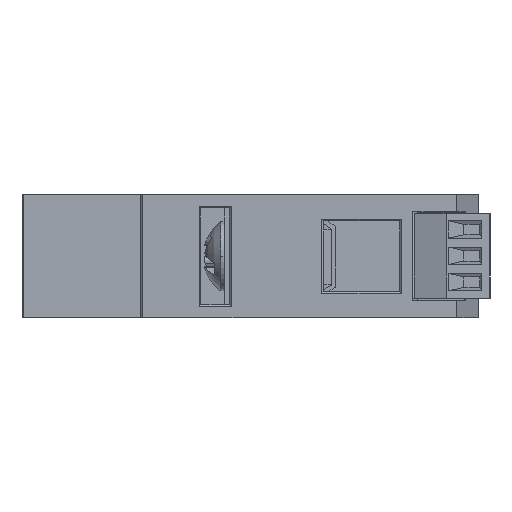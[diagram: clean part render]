
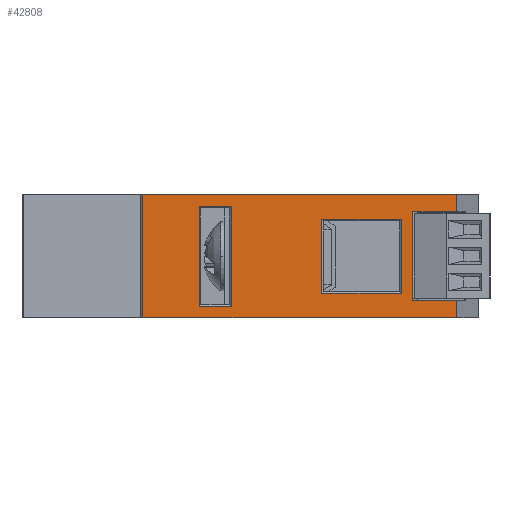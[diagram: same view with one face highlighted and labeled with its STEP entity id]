
A CAD part, left-side view. The second image highlights one B-rep face of the part: STEP entity #42808.
In plain terms, the highlighted planar face has unit normal (-1, 0, 0).
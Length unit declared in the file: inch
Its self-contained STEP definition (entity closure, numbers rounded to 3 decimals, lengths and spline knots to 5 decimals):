
#987 = LINE ( 'NONE', #13240, #16648 ) ;
#1971 = EDGE_CURVE ( 'NONE', #10969, #28796, #30706, .T. ) ;
#2678 = CARTESIAN_POINT ( 'NONE',  ( -1.76825, 0.961, 0.2115 ) ) ;
#2958 = VECTOR ( 'NONE', #41317, 39.37008 ) ;
#2971 = ORIENTED_EDGE ( 'NONE', *, *, #11545, .F. ) ;
#3539 = VERTEX_POINT ( 'NONE', #49462 ) ;
#3726 = ORIENTED_EDGE ( 'NONE', *, *, #25463, .T. ) ;
#3776 = CARTESIAN_POINT ( 'NONE',  ( -1.76825, -0.586, -0.25225 ) ) ;
#4052 = CARTESIAN_POINT ( 'NONE',  ( -1.76825, -0.836, -0.35075 ) ) ;
#4179 = EDGE_CURVE ( 'NONE', #12556, #5908, #21077, .T. ) ;
#4401 = DIRECTION ( 'NONE',  ( 0., 1., 0. ) ) ;
#5038 = DIRECTION ( 'NONE',  ( 0., -1., 0. ) ) ;
#5908 = VERTEX_POINT ( 'NONE', #15464 ) ;
#5912 = DIRECTION ( 'NONE',  ( 0., 0., 1. ) ) ;
#6547 = VERTEX_POINT ( 'NONE', #40819 ) ;
#6620 = VECTOR ( 'NONE', #5038, 39.37008 ) ;
#6660 = VERTEX_POINT ( 'NONE', #22923 ) ;
#7144 = CARTESIAN_POINT ( 'NONE',  ( -1.76825, -0.068, -0.2115 ) ) ;
#7263 = CARTESIAN_POINT ( 'NONE',  ( -1.76825, 0.951, 0.35075 ) ) ;
#7490 = DIRECTION ( 'NONE',  ( 0., 0., -1. ) ) ;
#7561 = LINE ( 'NONE', #2678, #28057 ) ;
#7887 = CARTESIAN_POINT ( 'NONE',  ( -1.76825, -0.836, -0.35075 ) ) ;
#8204 = ORIENTED_EDGE ( 'NONE', *, *, #36661, .T. ) ;
#9349 = ORIENTED_EDGE ( 'NONE', *, *, #45112, .T. ) ;
#9387 = DIRECTION ( 'NONE',  ( 0., 0., -1. ) ) ;
#10969 = VERTEX_POINT ( 'NONE', #30238 ) ;
#11114 = VERTEX_POINT ( 'NONE', #20789 ) ;
#11545 = EDGE_CURVE ( 'NONE', #44565, #3539, #30064, .T. ) ;
#11672 = DIRECTION ( 'NONE',  ( 0., 0., 1. ) ) ;
#12421 = FACE_BOUND ( 'NONE', #33179, .T. ) ;
#12556 = VERTEX_POINT ( 'NONE', #41574 ) ;
#12576 = CARTESIAN_POINT ( 'NONE',  ( -1.76825, 0.961, 0.35075 ) ) ;
#12701 = EDGE_CURVE ( 'NONE', #5908, #23280, #29132, .T. ) ;
#12941 = EDGE_LOOP ( 'NONE', ( #40045, #47487, #2971, #36413, #35018, #34593, #8204, #37602 ) ) ;
#13240 = CARTESIAN_POINT ( 'NONE',  ( -1.76825, 0.961, -0.28525 ) ) ;
#13481 = DIRECTION ( 'NONE',  ( 0., -1., 0. ) ) ;
#13746 = DIRECTION ( 'NONE',  ( 0., 1., 0. ) ) ;
#14593 = LINE ( 'NONE', #41768, #21831 ) ;
#14953 = VECTOR ( 'NONE', #5912, 39.37008 ) ;
#15325 = EDGE_CURVE ( 'NONE', #6547, #11114, #44634, .T. ) ;
#15464 = CARTESIAN_POINT ( 'NONE',  ( -1.76825, 0.4475, 0.28525 ) ) ;
#16648 = VECTOR ( 'NONE', #25208, 39.37008 ) ;
#17769 = EDGE_CURVE ( 'NONE', #41936, #11114, #40965, .T. ) ;
#18070 = LINE ( 'NONE', #32533, #30696 ) ;
#18091 = VECTOR ( 'NONE', #24781, 39.37008 ) ;
#19832 = ORIENTED_EDGE ( 'NONE', *, *, #4179, .T. ) ;
#19881 = CARTESIAN_POINT ( 'NONE',  ( -1.76825, -0.836, 0.35075 ) ) ;
#20492 = VECTOR ( 'NONE', #42447, 39.37008 ) ;
#20789 = CARTESIAN_POINT ( 'NONE',  ( -1.76825, -0.836, -0.25225 ) ) ;
#21077 = LINE ( 'NONE', #49009, #20492 ) ;
#21818 = ORIENTED_EDGE ( 'NONE', *, *, #25047, .T. ) ;
#21831 = VECTOR ( 'NONE', #37857, 39.37008 ) ;
#22041 = CARTESIAN_POINT ( 'NONE',  ( -1.76825, 0.4475, -0.28525 ) ) ;
#22145 = CARTESIAN_POINT ( 'NONE',  ( -1.76825, 0.961, -0.2115 ) ) ;
#22476 = LINE ( 'NONE', #46548, #48370 ) ;
#22568 = EDGE_CURVE ( 'NONE', #10969, #6660, #23631, .T. ) ;
#22656 = FACE_BOUND ( 'NONE', #26360, .T. ) ;
#22743 = DIRECTION ( 'NONE',  ( 0., 0., -1. ) ) ;
#22805 = LINE ( 'NONE', #29094, #14953 ) ;
#22923 = CARTESIAN_POINT ( 'NONE',  ( -1.76825, 0.951, -0.35075 ) ) ;
#23280 = VERTEX_POINT ( 'NONE', #22041 ) ;
#23619 = PLANE ( 'NONE',  #49105 ) ;
#23631 = LINE ( 'NONE', #7263, #48887 ) ;
#23800 = CARTESIAN_POINT ( 'NONE',  ( -1.76825, -0.586, -0.25225 ) ) ;
#23897 = ORIENTED_EDGE ( 'NONE', *, *, #44978, .T. ) ;
#24781 = DIRECTION ( 'NONE',  ( 0., 0., 1. ) ) ;
#24799 = VECTOR ( 'NONE', #13481, 39.37008 ) ;
#25047 = EDGE_CURVE ( 'NONE', #40401, #37992, #7561, .T. ) ;
#25208 = DIRECTION ( 'NONE',  ( 0., 1., 0. ) ) ;
#25463 = EDGE_CURVE ( 'NONE', #43550, #44342, #42361, .T. ) ;
#26023 = EDGE_CURVE ( 'NONE', #31634, #12556, #14593, .T. ) ;
#26360 = EDGE_LOOP ( 'NONE', ( #45906, #45030, #19832, #42963 ) ) ;
#26663 = LINE ( 'NONE', #3776, #33981 ) ;
#27465 = DIRECTION ( 'NONE',  ( 1., 0., 0. ) ) ;
#27677 = VECTOR ( 'NONE', #11672, 39.37008 ) ;
#28057 = VECTOR ( 'NONE', #41032, 39.37008 ) ;
#28589 = CARTESIAN_POINT ( 'NONE',  ( -1.76825, -0.5205, -0.2115 ) ) ;
#28796 = VERTEX_POINT ( 'NONE', #19881 ) ;
#29094 = CARTESIAN_POINT ( 'NONE',  ( -1.76825, -0.068, 0.35075 ) ) ;
#29132 = LINE ( 'NONE', #32970, #48402 ) ;
#30064 = LINE ( 'NONE', #49414, #2958 ) ;
#30238 = CARTESIAN_POINT ( 'NONE',  ( -1.76825, 0.951, 0.35075 ) ) ;
#30682 = LINE ( 'NONE', #7887, #27677 ) ;
#30696 = VECTOR ( 'NONE', #36360, 39.37008 ) ;
#30706 = LINE ( 'NONE', #12576, #6620 ) ;
#31614 = EDGE_CURVE ( 'NONE', #3539, #6547, #26663, .T. ) ;
#31634 = VERTEX_POINT ( 'NONE', #38237 ) ;
#32533 = CARTESIAN_POINT ( 'NONE',  ( -1.76825, -0.5205, 0.35075 ) ) ;
#32970 = CARTESIAN_POINT ( 'NONE',  ( -1.76825, 0.4475, 0.35075 ) ) ;
#33179 = EDGE_LOOP ( 'NONE', ( #23897, #3726, #9349, #21818 ) ) ;
#33981 = VECTOR ( 'NONE', #7490, 39.37008 ) ;
#34593 = ORIENTED_EDGE ( 'NONE', *, *, #22568, .T. ) ;
#34614 = CARTESIAN_POINT ( 'NONE',  ( -1.76825, -0.5205, 0.2115 ) ) ;
#34654 = CARTESIAN_POINT ( 'NONE',  ( -1.76825, -0.068, 0.2115 ) ) ;
#35018 = ORIENTED_EDGE ( 'NONE', *, *, #1971, .F. ) ;
#35810 = VECTOR ( 'NONE', #13746, 39.37008 ) ;
#36360 = DIRECTION ( 'NONE',  ( 0., 0., -1. ) ) ;
#36413 = ORIENTED_EDGE ( 'NONE', *, *, #37450, .T. ) ;
#36661 = EDGE_CURVE ( 'NONE', #6660, #41936, #22476, .T. ) ;
#37450 = EDGE_CURVE ( 'NONE', #44565, #28796, #30682, .T. ) ;
#37602 = ORIENTED_EDGE ( 'NONE', *, *, #17769, .T. ) ;
#37857 = DIRECTION ( 'NONE',  ( 0., 0., 1. ) ) ;
#37992 = VERTEX_POINT ( 'NONE', #34614 ) ;
#38237 = CARTESIAN_POINT ( 'NONE',  ( -1.76825, 0.6305, -0.28525 ) ) ;
#38265 = FACE_OUTER_BOUND ( 'NONE', #12941, .T. ) ;
#40045 = ORIENTED_EDGE ( 'NONE', *, *, #15325, .F. ) ;
#40401 = VERTEX_POINT ( 'NONE', #34654 ) ;
#40423 = CARTESIAN_POINT ( 'NONE',  ( -1.76825, -0.836, 0.25275 ) ) ;
#40819 = CARTESIAN_POINT ( 'NONE',  ( -1.76825, -0.586, -0.25225 ) ) ;
#40965 = LINE ( 'NONE', #44232, #18091 ) ;
#41032 = DIRECTION ( 'NONE',  ( 0., -1., 0. ) ) ;
#41317 = DIRECTION ( 'NONE',  ( 0., 1., 0. ) ) ;
#41574 = CARTESIAN_POINT ( 'NONE',  ( -1.76825, 0.6305, 0.28525 ) ) ;
#41768 = CARTESIAN_POINT ( 'NONE',  ( -1.76825, 0.6305, 0.35075 ) ) ;
#41936 = VERTEX_POINT ( 'NONE', #4052 ) ;
#42361 = LINE ( 'NONE', #22145, #35810 ) ;
#42447 = DIRECTION ( 'NONE',  ( 0., -1., 0. ) ) ;
#42808 = ADVANCED_FACE ( 'NONE', ( #38265, #22656, #12421 ), #23619, .F. ) ;
#42839 = DIRECTION ( 'NONE',  ( 0., -1., 0. ) ) ;
#42963 = ORIENTED_EDGE ( 'NONE', *, *, #12701, .T. ) ;
#43550 = VERTEX_POINT ( 'NONE', #28589 ) ;
#44232 = CARTESIAN_POINT ( 'NONE',  ( -1.76825, -0.836, -0.35075 ) ) ;
#44342 = VERTEX_POINT ( 'NONE', #7144 ) ;
#44565 = VERTEX_POINT ( 'NONE', #40423 ) ;
#44634 = LINE ( 'NONE', #23800, #24799 ) ;
#44978 = EDGE_CURVE ( 'NONE', #37992, #43550, #18070, .T. ) ;
#45030 = ORIENTED_EDGE ( 'NONE', *, *, #26023, .T. ) ;
#45112 = EDGE_CURVE ( 'NONE', #44342, #40401, #22805, .T. ) ;
#45906 = ORIENTED_EDGE ( 'NONE', *, *, #46204, .T. ) ;
#46204 = EDGE_CURVE ( 'NONE', #23280, #31634, #987, .T. ) ;
#46548 = CARTESIAN_POINT ( 'NONE',  ( -1.76825, 0.961, -0.35075 ) ) ;
#46824 = CARTESIAN_POINT ( 'NONE',  ( -1.76825, 0.961, 0.35075 ) ) ;
#47487 = ORIENTED_EDGE ( 'NONE', *, *, #31614, .F. ) ;
#48370 = VECTOR ( 'NONE', #42839, 39.37008 ) ;
#48402 = VECTOR ( 'NONE', #9387, 39.37008 ) ;
#48887 = VECTOR ( 'NONE', #22743, 39.37008 ) ;
#49009 = CARTESIAN_POINT ( 'NONE',  ( -1.76825, 0.961, 0.28525 ) ) ;
#49105 = AXIS2_PLACEMENT_3D ( 'NONE', #46824, #27465, #4401 ) ;
#49414 = CARTESIAN_POINT ( 'NONE',  ( -1.76825, -0.586, 0.25275 ) ) ;
#49462 = CARTESIAN_POINT ( 'NONE',  ( -1.76825, -0.586, 0.25275 ) ) ;
